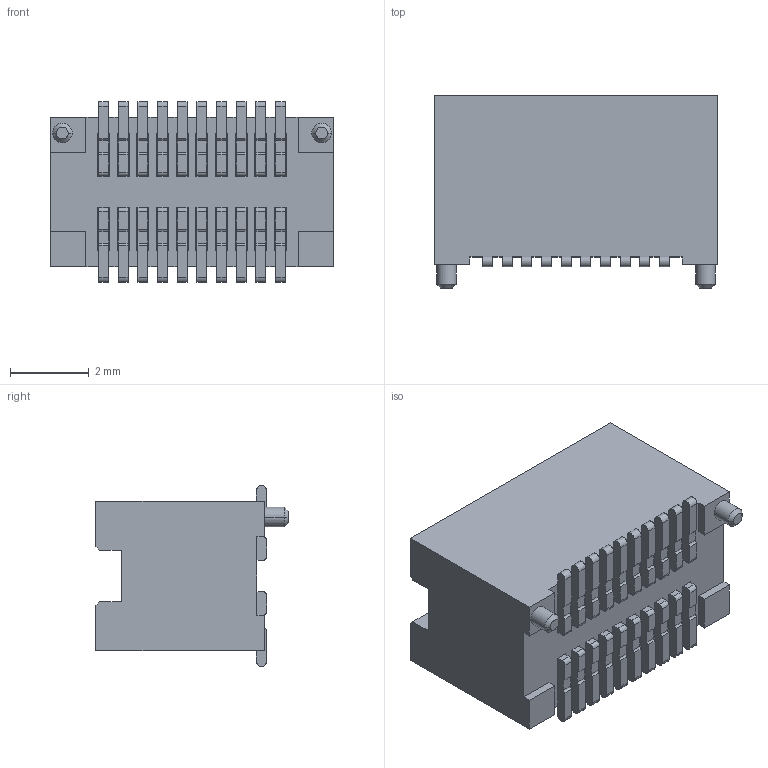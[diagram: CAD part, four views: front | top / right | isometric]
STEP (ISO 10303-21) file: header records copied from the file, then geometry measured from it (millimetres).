
FILE_DESCRIPTION((''),'2;1');
FILE_NAME('FBB05008-F30-H44','2025-08-06T',('工程三'),(''),'PRO/ENGINEER BY PARAMETRIC TECHNOLOGY CORPORATION, 2010280','PRO/ENGINEER BY PARAMETRIC TECHNOLOGY CORPORATION, 2010280','');
FILE_SCHEMA(('CONFIG_CONTROL_DESIGN'));
Length unit declared in the file: millimetre
Products named in the file (1): FBB05008-F30-H44
Bounding box: 7.2 x 4.9 x 4.6 mm (x, y, z)
Volume: 82.8 mm3; surface area: 414.7 mm2
Topology: 1 solids, 1 shells, 744 faces, 2604 edges, 1704 vertices
Faces by surface type: plane 496, cylinder 244, cone 4
Entity records: 28210 total; most frequent: ORIENTED_EDGE 5208, CARTESIAN_POINT 5052, DIRECTION 4584, EDGE_CURVE 2604, VECTOR 2112, LINE 2112, VERTEX_POINT 1704, AXIS2_PLACEMENT_3D 1236
